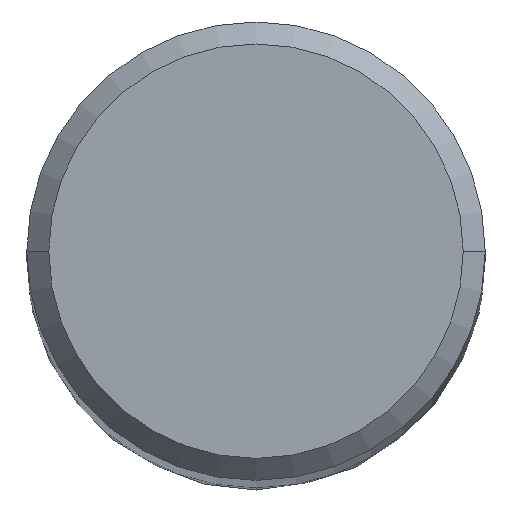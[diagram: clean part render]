
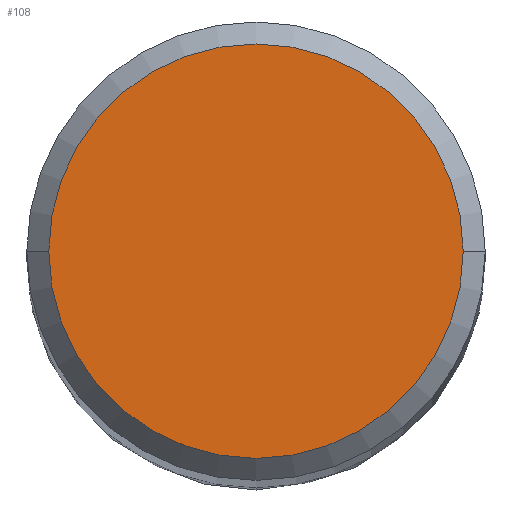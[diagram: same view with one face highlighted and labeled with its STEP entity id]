
A CAD part, top view. The second image highlights one B-rep face of the part: STEP entity #108.
In plain terms, the highlighted planar face has unit normal (0, 0, 1).
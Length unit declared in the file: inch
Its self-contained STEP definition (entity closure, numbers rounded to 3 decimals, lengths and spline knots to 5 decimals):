
#21 = CIRCLE ( 'NONE', #163, 0.14125 ) ;
#35 = ORIENTED_EDGE ( 'NONE', *, *, #37, .T. ) ;
#37 = EDGE_CURVE ( 'NONE', #166, #100, #79, .T. ) ;
#43 = DIRECTION ( 'NONE',  ( 0., 0., 1. ) ) ;
#58 = ORIENTED_EDGE ( 'NONE', *, *, #164, .T. ) ;
#63 = CARTESIAN_POINT ( 'NONE',  ( 0., 0., 4. ) ) ;
#69 = DIRECTION ( 'NONE',  ( 0., 0., 1. ) ) ;
#72 = CARTESIAN_POINT ( 'NONE',  ( 0.14125, 0., 4. ) ) ;
#79 = CIRCLE ( 'NONE', #132, 0.14125 ) ;
#99 = DIRECTION ( 'NONE',  ( 1., 0., 0. ) ) ;
#100 = VERTEX_POINT ( 'NONE', #151 ) ;
#108 = ADVANCED_FACE ( 'NONE', ( #308 ), #228, .T. ) ;
#110 = EDGE_LOOP ( 'NONE', ( #58, #35 ) ) ;
#132 = AXIS2_PLACEMENT_3D ( 'NONE', #250, #69, #324 ) ;
#151 = CARTESIAN_POINT ( 'NONE',  ( -0.14125, 0., 4. ) ) ;
#163 = AXIS2_PLACEMENT_3D ( 'NONE', #63, #43, #230 ) ;
#164 = EDGE_CURVE ( 'NONE', #100, #166, #21, .T. ) ;
#166 = VERTEX_POINT ( 'NONE', #72 ) ;
#212 = AXIS2_PLACEMENT_3D ( 'NONE', #223, #332, #99 ) ;
#223 = CARTESIAN_POINT ( 'NONE',  ( 0., 0., 4. ) ) ;
#228 = PLANE ( 'NONE',  #212 ) ;
#230 = DIRECTION ( 'NONE',  ( 1., 0., 0. ) ) ;
#250 = CARTESIAN_POINT ( 'NONE',  ( 0., 0., 4. ) ) ;
#308 = FACE_OUTER_BOUND ( 'NONE', #110, .T. ) ;
#324 = DIRECTION ( 'NONE',  ( 1., 0., 0. ) ) ;
#332 = DIRECTION ( 'NONE',  ( 0., 0., 1. ) ) ;
